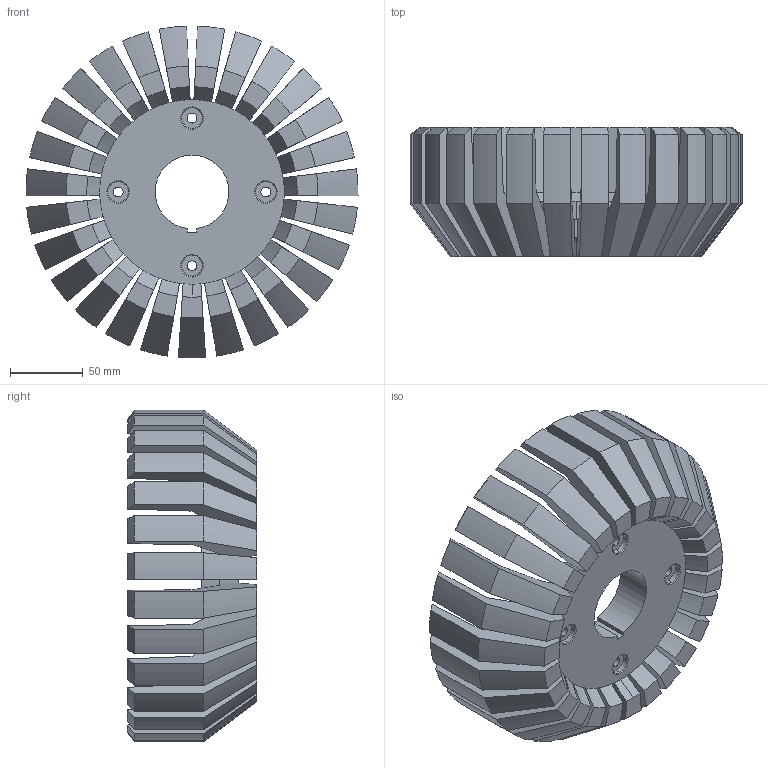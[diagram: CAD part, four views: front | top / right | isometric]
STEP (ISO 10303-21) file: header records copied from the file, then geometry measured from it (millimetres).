
FILE_DESCRIPTION (( 'STEP AP203' ), '1' );
FILE_NAME ('L10.STEP', '2026-01-05T23:02:25', ( '' ), ( '' ), 'SwSTEP 2.0', 'SolidWorks 2026', '' );
FILE_SCHEMA (( 'CONFIG_CONTROL_DESIGN' ));
Length unit declared in the file: inch
Products named in the file (1): L10
Bounding box: 228.54 x 88.9 x 228.53 mm (x, y, z)
Volume: 811814.2 mm3; surface area: 212083 mm2
Topology: 1 solids, 1 shells, 310 faces, 847 edges, 544 vertices
Faces by surface type: cone 145, plane 118, cylinder 47
Entity records: 10152 total; most frequent: CARTESIAN_POINT 2512, ORIENTED_EDGE 1694, DIRECTION 1467, EDGE_CURVE 847, AXIS2_PLACEMENT_3D 579, VERTEX_POINT 544, EDGE_LOOP 325, ADVANCED_FACE 310
